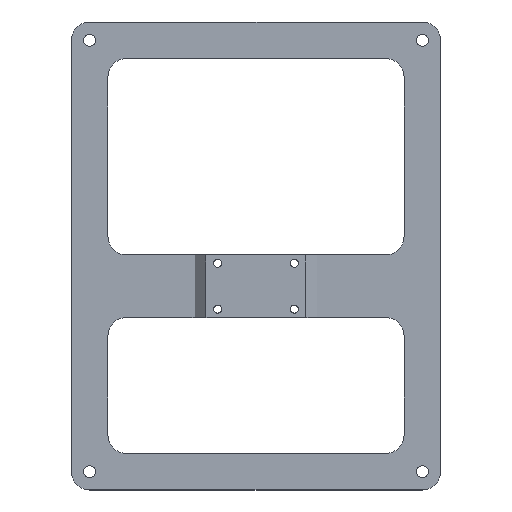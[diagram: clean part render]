
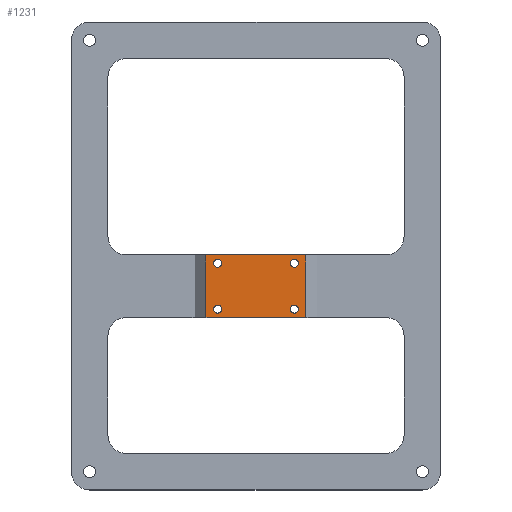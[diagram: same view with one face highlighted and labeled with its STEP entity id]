
A CAD part, top view. The second image highlights one B-rep face of the part: STEP entity #1231.
In plain terms, the highlighted planar face has unit normal (0, 0, 1).
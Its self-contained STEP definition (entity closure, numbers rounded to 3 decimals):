
#3 = CIRCLE ( 'NONE', #1031, 1.1 ) ;
#7 = DIRECTION ( 'NONE',  ( 0., 0., 1. ) ) ;
#18 = CARTESIAN_POINT ( 'NONE',  ( -13.677, -9.82, 6. ) ) ;
#41 = CIRCLE ( 'NONE', #960, 1.1 ) ;
#42 = CARTESIAN_POINT ( 'NONE',  ( -16.677, -9.82, 6. ) ) ;
#44 = DIRECTION ( 'NONE',  ( -1., 0., 0. ) ) ;
#51 = CARTESIAN_POINT ( 'NONE',  ( 10.5, 4.98, 6. ) ) ;
#63 = CARTESIAN_POINT ( 'NONE',  ( -11.6, -7.52, 6. ) ) ;
#100 = DIRECTION ( 'NONE',  ( 0., 0., -1. ) ) ;
#121 = VERTEX_POINT ( 'NONE', #1930 ) ;
#124 = CARTESIAN_POINT ( 'NONE',  ( 10.5, 4.98, 6. ) ) ;
#144 = FACE_BOUND ( 'NONE', #2193, .T. ) ;
#172 = VECTOR ( 'NONE', #1732, 1000. ) ;
#202 = ORIENTED_EDGE ( 'NONE', *, *, #848, .T. ) ;
#211 = DIRECTION ( 'NONE',  ( 0., 0., -1. ) ) ;
#219 = DIRECTION ( 'NONE',  ( -1., 0., 0. ) ) ;
#230 = DIRECTION ( 'NONE',  ( 0., 0., -1. ) ) ;
#232 = VERTEX_POINT ( 'NONE', #1593 ) ;
#236 = VERTEX_POINT ( 'NONE', #399 ) ;
#254 = ORIENTED_EDGE ( 'NONE', *, *, #1310, .T. ) ;
#307 = DIRECTION ( 'NONE',  ( -1., 0., 0. ) ) ;
#310 = VERTEX_POINT ( 'NONE', #63 ) ;
#328 = FACE_BOUND ( 'NONE', #1880, .T. ) ;
#364 = ORIENTED_EDGE ( 'NONE', *, *, #1751, .T. ) ;
#393 = CARTESIAN_POINT ( 'NONE',  ( -10.5, -7.52, 6. ) ) ;
#399 = CARTESIAN_POINT ( 'NONE',  ( 13.625, -9.82, 6. ) ) ;
#425 = CARTESIAN_POINT ( 'NONE',  ( 13.625, 7.28, 6. ) ) ;
#436 = EDGE_CURVE ( 'NONE', #1552, #1973, #687, .T. ) ;
#487 = CARTESIAN_POINT ( 'NONE',  ( 11.6, 4.98, 6. ) ) ;
#489 = DIRECTION ( 'NONE',  ( -1., 0., 0. ) ) ;
#517 = AXIS2_PLACEMENT_3D ( 'NONE', #1661, #7, #2040 ) ;
#569 = EDGE_CURVE ( 'NONE', #799, #310, #41, .T. ) ;
#590 = DIRECTION ( 'NONE',  ( 0., 1., 0. ) ) ;
#635 = FACE_OUTER_BOUND ( 'NONE', #1586, .T. ) ;
#682 = AXIS2_PLACEMENT_3D ( 'NONE', #393, #230, #219 ) ;
#685 = DIRECTION ( 'NONE',  ( -1., 0., 0. ) ) ;
#687 = CIRCLE ( 'NONE', #841, 1.1 ) ;
#691 = CARTESIAN_POINT ( 'NONE',  ( -9.4, 4.98, 6. ) ) ;
#799 = VERTEX_POINT ( 'NONE', #1295 ) ;
#820 = EDGE_LOOP ( 'NONE', ( #1328, #202 ) ) ;
#822 = PLANE ( 'NONE',  #517 ) ;
#835 = CIRCLE ( 'NONE', #682, 1.1 ) ;
#841 = AXIS2_PLACEMENT_3D ( 'NONE', #1687, #1170, #489 ) ;
#848 = EDGE_CURVE ( 'NONE', #1973, #1552, #867, .T. ) ;
#851 = DIRECTION ( 'NONE',  ( 0., 0., -1. ) ) ;
#867 = CIRCLE ( 'NONE', #1727, 1.1 ) ;
#884 = ORIENTED_EDGE ( 'NONE', *, *, #1324, .T. ) ;
#892 = DIRECTION ( 'NONE',  ( 1., 0., 0. ) ) ;
#909 = ORIENTED_EDGE ( 'NONE', *, *, #1114, .T. ) ;
#911 = ORIENTED_EDGE ( 'NONE', *, *, #912, .T. ) ;
#912 = EDGE_CURVE ( 'NONE', #982, #232, #1690, .T. ) ;
#949 = VECTOR ( 'NONE', #1819, 1000. ) ;
#956 = CARTESIAN_POINT ( 'NONE',  ( 10.5, -7.52, 6. ) ) ;
#960 = AXIS2_PLACEMENT_3D ( 'NONE', #1719, #851, #1038 ) ;
#966 = EDGE_CURVE ( 'NONE', #310, #799, #835, .T. ) ;
#971 = ORIENTED_EDGE ( 'NONE', *, *, #1096, .T. ) ;
#976 = VERTEX_POINT ( 'NONE', #1419 ) ;
#978 = FACE_BOUND ( 'NONE', #1370, .T. ) ;
#982 = VERTEX_POINT ( 'NONE', #691 ) ;
#1031 = AXIS2_PLACEMENT_3D ( 'NONE', #51, #1923, #685 ) ;
#1038 = DIRECTION ( 'NONE',  ( -1., 0., 0. ) ) ;
#1068 = EDGE_CURVE ( 'NONE', #236, #976, #1291, .T. ) ;
#1081 = CARTESIAN_POINT ( 'NONE',  ( -10.5, 4.98, 6. ) ) ;
#1095 = ORIENTED_EDGE ( 'NONE', *, *, #1068, .T. ) ;
#1096 = EDGE_CURVE ( 'NONE', #2084, #1858, #1235, .T. ) ;
#1114 = EDGE_CURVE ( 'NONE', #976, #121, #1272, .T. ) ;
#1135 = CARTESIAN_POINT ( 'NONE',  ( -16.677, 7.28, 6. ) ) ;
#1162 = VECTOR ( 'NONE', #590, 1000. ) ;
#1170 = DIRECTION ( 'NONE',  ( 0., 0., -1. ) ) ;
#1178 = CARTESIAN_POINT ( 'NONE',  ( -13.677, -9.82, 6. ) ) ;
#1231 = ADVANCED_FACE ( 'NONE', ( #328, #144, #1671, #978, #635 ), #822, .T. ) ;
#1235 = CIRCLE ( 'NONE', #1600, 1.1 ) ;
#1272 = LINE ( 'NONE', #1135, #949 ) ;
#1291 = LINE ( 'NONE', #425, #1162 ) ;
#1295 = CARTESIAN_POINT ( 'NONE',  ( -9.4, -7.52, 6. ) ) ;
#1310 = EDGE_CURVE ( 'NONE', #1618, #236, #1892, .T. ) ;
#1324 = EDGE_CURVE ( 'NONE', #121, #1618, #1925, .T. ) ;
#1328 = ORIENTED_EDGE ( 'NONE', *, *, #436, .T. ) ;
#1370 = EDGE_LOOP ( 'NONE', ( #2098, #1807 ) ) ;
#1419 = CARTESIAN_POINT ( 'NONE',  ( 13.625, 7.28, 6. ) ) ;
#1452 = CARTESIAN_POINT ( 'NONE',  ( 11.6, -7.52, 6. ) ) ;
#1517 = ORIENTED_EDGE ( 'NONE', *, *, #1644, .T. ) ;
#1522 = DIRECTION ( 'NONE',  ( 0., 0., -1. ) ) ;
#1531 = CARTESIAN_POINT ( 'NONE',  ( -10.5, 4.98, 6. ) ) ;
#1552 = VERTEX_POINT ( 'NONE', #2123 ) ;
#1586 = EDGE_LOOP ( 'NONE', ( #254, #1095, #909, #884 ) ) ;
#1589 = AXIS2_PLACEMENT_3D ( 'NONE', #1531, #1522, #307 ) ;
#1593 = CARTESIAN_POINT ( 'NONE',  ( -11.6, 4.98, 6. ) ) ;
#1600 = AXIS2_PLACEMENT_3D ( 'NONE', #124, #100, #2102 ) ;
#1618 = VERTEX_POINT ( 'NONE', #1178 ) ;
#1644 = EDGE_CURVE ( 'NONE', #232, #982, #2140, .T. ) ;
#1661 = CARTESIAN_POINT ( 'NONE',  ( 0., 0., 6. ) ) ;
#1671 = FACE_BOUND ( 'NONE', #820, .T. ) ;
#1687 = CARTESIAN_POINT ( 'NONE',  ( 10.5, -7.52, 6. ) ) ;
#1690 = CIRCLE ( 'NONE', #1910, 1.1 ) ;
#1719 = CARTESIAN_POINT ( 'NONE',  ( -10.5, -7.52, 6. ) ) ;
#1727 = AXIS2_PLACEMENT_3D ( 'NONE', #956, #211, #2058 ) ;
#1732 = DIRECTION ( 'NONE',  ( 0., -1., 0. ) ) ;
#1751 = EDGE_CURVE ( 'NONE', #1858, #2084, #3, .T. ) ;
#1807 = ORIENTED_EDGE ( 'NONE', *, *, #569, .T. ) ;
#1819 = DIRECTION ( 'NONE',  ( -1., 0., 0. ) ) ;
#1858 = VERTEX_POINT ( 'NONE', #1891 ) ;
#1880 = EDGE_LOOP ( 'NONE', ( #1517, #911 ) ) ;
#1891 = CARTESIAN_POINT ( 'NONE',  ( 9.4, 4.98, 6. ) ) ;
#1892 = LINE ( 'NONE', #42, #2115 ) ;
#1909 = DIRECTION ( 'NONE',  ( 0., 0., -1. ) ) ;
#1910 = AXIS2_PLACEMENT_3D ( 'NONE', #1081, #1909, #44 ) ;
#1923 = DIRECTION ( 'NONE',  ( 0., 0., -1. ) ) ;
#1925 = LINE ( 'NONE', #18, #172 ) ;
#1930 = CARTESIAN_POINT ( 'NONE',  ( -13.677, 7.28, 6. ) ) ;
#1973 = VERTEX_POINT ( 'NONE', #1452 ) ;
#2040 = DIRECTION ( 'NONE',  ( 1., 0., 0. ) ) ;
#2058 = DIRECTION ( 'NONE',  ( -1., 0., 0. ) ) ;
#2084 = VERTEX_POINT ( 'NONE', #487 ) ;
#2098 = ORIENTED_EDGE ( 'NONE', *, *, #966, .T. ) ;
#2102 = DIRECTION ( 'NONE',  ( -1., 0., 0. ) ) ;
#2115 = VECTOR ( 'NONE', #892, 1000. ) ;
#2123 = CARTESIAN_POINT ( 'NONE',  ( 9.4, -7.52, 6. ) ) ;
#2140 = CIRCLE ( 'NONE', #1589, 1.1 ) ;
#2193 = EDGE_LOOP ( 'NONE', ( #364, #971 ) ) ;
